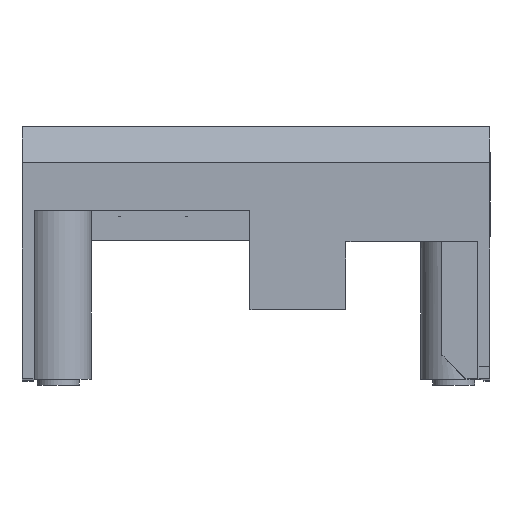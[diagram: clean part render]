
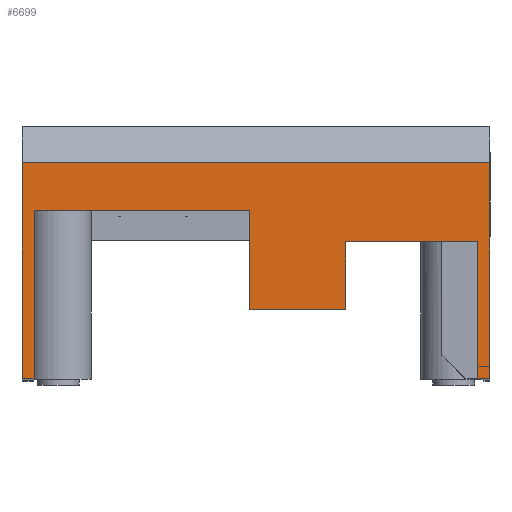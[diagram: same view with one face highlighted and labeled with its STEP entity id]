
A CAD part, top view. The second image highlights one B-rep face of the part: STEP entity #6699.
In plain terms, the highlighted planar face has unit normal (0, 0, 1).
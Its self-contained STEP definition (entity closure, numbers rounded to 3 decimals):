
#964=FACE_OUTER_BOUND('',#1420,.T.);
#1420=EDGE_LOOP('',(#6141,#6142,#6143,#6144,#6145,#6146,#6147,#6148,#6149,
#6150,#6151,#6152));
#1646=LINE('',#9996,#2262);
#1662=LINE('',#10028,#2278);
#1665=LINE('',#10033,#2281);
#1938=LINE('',#11251,#2554);
#1981=LINE('',#11339,#2597);
#1983=LINE('',#11345,#2599);
#1985=LINE('',#11348,#2601);
#2002=LINE('',#11384,#2618);
#2003=LINE('',#11386,#2619);
#2025=LINE('',#11457,#2641);
#2035=LINE('',#11478,#2651);
#2036=LINE('',#11480,#2652);
#2262=VECTOR('',#7911,10.);
#2278=VECTOR('',#7935,10.);
#2281=VECTOR('',#7940,10.);
#2554=VECTOR('',#8895,10.);
#2597=VECTOR('',#8976,10.);
#2599=VECTOR('',#8984,10.);
#2601=VECTOR('',#8988,10.);
#2618=VECTOR('',#9027,10.);
#2619=VECTOR('',#9030,10.);
#2641=VECTOR('',#9112,10.);
#2651=VECTOR('',#9140,10.);
#2652=VECTOR('',#9143,10.);
#2883=VERTEX_POINT('',#9993);
#2884=VERTEX_POINT('',#9995);
#2895=VERTEX_POINT('',#10025);
#2896=VERTEX_POINT('',#10027);
#2897=VERTEX_POINT('',#10031);
#3236=VERTEX_POINT('',#11248);
#3237=VERTEX_POINT('',#11250);
#3262=VERTEX_POINT('',#11336);
#3263=VERTEX_POINT('',#11338);
#3264=VERTEX_POINT('',#11344);
#3272=VERTEX_POINT('',#11382);
#3291=VERTEX_POINT('',#11456);
#3621=EDGE_CURVE('',#2883,#2884,#1646,.T.);
#3637=EDGE_CURVE('',#2895,#2896,#1662,.T.);
#3640=EDGE_CURVE('',#2897,#2895,#1665,.T.);
#4133=EDGE_CURVE('',#3237,#3236,#1938,.T.);
#4178=EDGE_CURVE('',#3263,#3262,#1981,.T.);
#4181=EDGE_CURVE('',#3264,#3263,#1983,.T.);
#4183=EDGE_CURVE('',#2883,#2896,#1985,.T.);
#4200=EDGE_CURVE('',#3272,#2897,#2002,.T.);
#4201=EDGE_CURVE('',#3272,#3237,#2003,.T.);
#4235=EDGE_CURVE('',#2884,#3291,#2025,.T.);
#4245=EDGE_CURVE('',#3291,#3262,#2035,.T.);
#4246=EDGE_CURVE('',#3236,#3264,#2036,.T.);
#6141=ORIENTED_EDGE('',*,*,#4181,.T.);
#6142=ORIENTED_EDGE('',*,*,#4178,.T.);
#6143=ORIENTED_EDGE('',*,*,#4245,.F.);
#6144=ORIENTED_EDGE('',*,*,#4235,.F.);
#6145=ORIENTED_EDGE('',*,*,#3621,.F.);
#6146=ORIENTED_EDGE('',*,*,#4183,.T.);
#6147=ORIENTED_EDGE('',*,*,#3637,.F.);
#6148=ORIENTED_EDGE('',*,*,#3640,.F.);
#6149=ORIENTED_EDGE('',*,*,#4200,.F.);
#6150=ORIENTED_EDGE('',*,*,#4201,.T.);
#6151=ORIENTED_EDGE('',*,*,#4133,.T.);
#6152=ORIENTED_EDGE('',*,*,#4246,.T.);
#6351=PLANE('',#7318);
#6699=ADVANCED_FACE('',(#964),#6351,.T.);
#7318=AXIS2_PLACEMENT_3D('',#11481,#9144,#9145);
#7911=DIRECTION('',(-1.,0.,0.));
#7935=DIRECTION('',(-1.,0.,0.));
#7940=DIRECTION('',(0.,-1.,0.));
#8895=DIRECTION('',(1.,0.,0.));
#8976=DIRECTION('',(0.,-1.,0.));
#8984=DIRECTION('',(-1.,0.,0.));
#8988=DIRECTION('',(0.,-1.,0.));
#9027=DIRECTION('',(-1.,0.,0.));
#9030=DIRECTION('',(0.,-1.,0.));
#9112=DIRECTION('',(0.,-1.,0.));
#9140=DIRECTION('',(-1.,0.,0.));
#9143=DIRECTION('',(0.,1.,0.));
#9144=DIRECTION('center_axis',(0.,0.,1.));
#9145=DIRECTION('ref_axis',(1.,0.,0.));
#9993=CARTESIAN_POINT('',(-20.,-5.,0.));
#9995=CARTESIAN_POINT('',(-38.,-5.,0.));
#9996=CARTESIAN_POINT('',(-38.,-5.,0.));
#10025=CARTESIAN_POINT('',(-12.,-13.25,0.));
#10027=CARTESIAN_POINT('',(-20.,-13.25,0.));
#10028=CARTESIAN_POINT('',(-20.,-13.25,0.));
#10031=CARTESIAN_POINT('',(-12.,-7.6,0.));
#10033=CARTESIAN_POINT('',(-12.,0.,0.));
#11248=CARTESIAN_POINT('',(0.,-19.,0.));
#11250=CARTESIAN_POINT('',(-1.,-19.,0.));
#11251=CARTESIAN_POINT('',(-0.25,-19.,0.));
#11336=CARTESIAN_POINT('',(-39.,-19.,0.));
#11338=CARTESIAN_POINT('',(-39.,-1.,0.));
#11339=CARTESIAN_POINT('',(-39.,0.,0.));
#11344=CARTESIAN_POINT('',(0.,-1.,0.));
#11345=CARTESIAN_POINT('',(-19.5,-1.,0.));
#11348=CARTESIAN_POINT('',(-20.,0.,0.));
#11382=CARTESIAN_POINT('',(-1.,-7.6,0.));
#11384=CARTESIAN_POINT('',(-1.,-7.6,0.));
#11386=CARTESIAN_POINT('',(-1.,0.,0.));
#11456=CARTESIAN_POINT('',(-38.,-19.,0.));
#11457=CARTESIAN_POINT('',(-38.,0.,0.));
#11478=CARTESIAN_POINT('',(-39.,-19.,0.));
#11480=CARTESIAN_POINT('',(0.,0.,0.));
#11481=CARTESIAN_POINT('Origin',(-39.,0.,0.));
